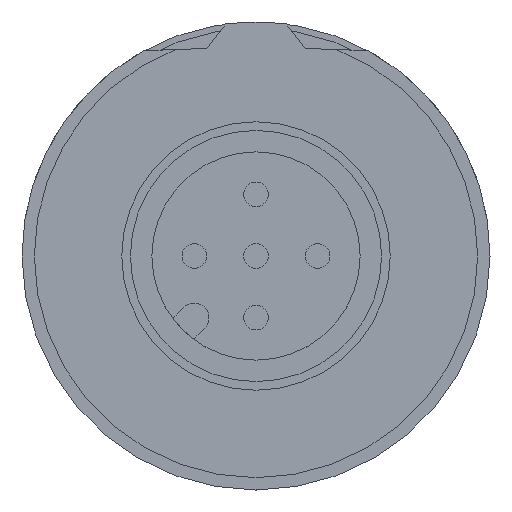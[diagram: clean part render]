
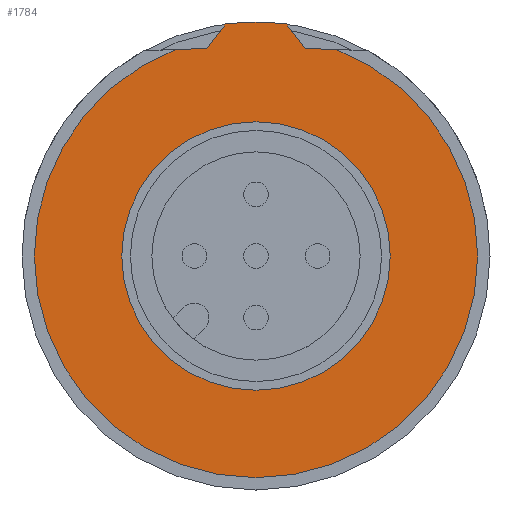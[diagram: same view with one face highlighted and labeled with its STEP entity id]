
A CAD part, front view. The second image highlights one B-rep face of the part: STEP entity #1784.
In plain terms, the highlighted planar face has unit normal (0, -1, 0).
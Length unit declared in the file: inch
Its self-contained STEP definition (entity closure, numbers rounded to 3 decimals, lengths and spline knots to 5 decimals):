
#279 = EDGE_CURVE ( 'NONE', #634, #4661, #4478, .T. ) ;
#400 = EDGE_CURVE ( 'NONE', #688, #2088, #2683, .T. ) ;
#429 = DIRECTION ( 'NONE',  ( -0.999, 0., 0.035 ) ) ;
#528 = ORIENTED_EDGE ( 'NONE', *, *, #4465, .T. ) ;
#606 = EDGE_CURVE ( 'NONE', #4661, #1338, #924, .T. ) ;
#634 = VERTEX_POINT ( 'NONE', #3038 ) ;
#636 = CARTESIAN_POINT ( 'NONE',  ( 0., 0.36811, 0. ) ) ;
#688 = VERTEX_POINT ( 'NONE', #6212 ) ;
#744 = AXIS2_PLACEMENT_3D ( 'NONE', #5573, #1553, #1026 ) ;
#801 = EDGE_CURVE ( 'NONE', #5361, #634, #1185, .T. ) ;
#924 = LINE ( 'NONE', #2970, #1933 ) ;
#931 = DIRECTION ( 'NONE',  ( 1., 0., 0. ) ) ;
#975 = AXIS2_PLACEMENT_3D ( 'NONE', #5977, #1385, #3424 ) ;
#1026 = DIRECTION ( 'NONE',  ( 1., 0., 0. ) ) ;
#1185 = CIRCLE ( 'NONE', #4914, 0.35433 ) ;
#1338 = VERTEX_POINT ( 'NONE', #3230 ) ;
#1385 = DIRECTION ( 'NONE',  ( 0., 1., 0. ) ) ;
#1417 = EDGE_CURVE ( 'NONE', #4366, #5596, #3023, .T. ) ;
#1553 = DIRECTION ( 'NONE',  ( 0., -1., 0. ) ) ;
#1589 = ORIENTED_EDGE ( 'NONE', *, *, #606, .T. ) ;
#1667 = DIRECTION ( 'NONE',  ( -1., 0., 0. ) ) ;
#1784 = ADVANCED_FACE ( 'NONE', ( #4997, #6468 ), #1887, .F. ) ;
#1859 = CARTESIAN_POINT ( 'NONE',  ( 0., 0.36811, 0. ) ) ;
#1874 = ORIENTED_EDGE ( 'NONE', *, *, #400, .T. ) ;
#1886 = CARTESIAN_POINT ( 'NONE',  ( 0., 0.36811, 0. ) ) ;
#1887 = PLANE ( 'NONE',  #975 ) ;
#1933 = VECTOR ( 'NONE', #429, 39.37008 ) ;
#2002 = DIRECTION ( 'NONE',  ( -0.613, 0., 0.79 ) ) ;
#2065 = EDGE_CURVE ( 'NONE', #6004, #4366, #2890, .T. ) ;
#2088 = VERTEX_POINT ( 'NONE', #6000 ) ;
#2139 = ORIENTED_EDGE ( 'NONE', *, *, #2065, .T. ) ;
#2210 = AXIS2_PLACEMENT_3D ( 'NONE', #1859, #5946, #2938 ) ;
#2437 = AXIS2_PLACEMENT_3D ( 'NONE', #1886, #2961, #4519 ) ;
#2564 = CARTESIAN_POINT ( 'NONE',  ( -0.07886, 0.36811, 0.33171 ) ) ;
#2635 = DIRECTION ( 'NONE',  ( 0., -1., 0. ) ) ;
#2678 = DIRECTION ( 'NONE',  ( 0., 1., 0. ) ) ;
#2683 = CIRCLE ( 'NONE', #6413, 0.21457 ) ;
#2804 = CARTESIAN_POINT ( 'NONE',  ( 0.0485, 0.36811, 0.37086 ) ) ;
#2888 = CARTESIAN_POINT ( 'NONE',  ( -0.07886, 0.36811, 0.33171 ) ) ;
#2890 = LINE ( 'NONE', #4320, #3117 ) ;
#2938 = DIRECTION ( 'NONE',  ( -1., 0., 0. ) ) ;
#2961 = DIRECTION ( 'NONE',  ( 0., 1., 0. ) ) ;
#2970 = CARTESIAN_POINT ( 'NONE',  ( 0.12914, 0.36811, 0.32996 ) ) ;
#3023 = LINE ( 'NONE', #2888, #6420 ) ;
#3038 = CARTESIAN_POINT ( 'NONE',  ( 0.35433, 0.36811, 0. ) ) ;
#3117 = VECTOR ( 'NONE', #3385, 39.37008 ) ;
#3119 = ORIENTED_EDGE ( 'NONE', *, *, #801, .T. ) ;
#3230 = CARTESIAN_POINT ( 'NONE',  ( 0.07886, 0.36811, 0.33171 ) ) ;
#3238 = DIRECTION ( 'NONE',  ( 1., 0., 0. ) ) ;
#3293 = CARTESIAN_POINT ( 'NONE',  ( -0.0485, 0.36811, 0.37086 ) ) ;
#3385 = DIRECTION ( 'NONE',  ( -0.613, 0., -0.79 ) ) ;
#3418 = VERTEX_POINT ( 'NONE', #2804 ) ;
#3424 = DIRECTION ( 'NONE',  ( 0., 0., 1. ) ) ;
#3466 = EDGE_CURVE ( 'NONE', #1338, #3418, #6618, .T. ) ;
#3467 = CARTESIAN_POINT ( 'NONE',  ( 0., 0.36811, 0. ) ) ;
#3618 = CIRCLE ( 'NONE', #744, 0.35433 ) ;
#3725 = CARTESIAN_POINT ( 'NONE',  ( 0., 0.36811, 0. ) ) ;
#3750 = EDGE_CURVE ( 'NONE', #2088, #688, #5103, .T. ) ;
#3943 = DIRECTION ( 'NONE',  ( -0.999, 0., -0.035 ) ) ;
#3981 = CARTESIAN_POINT ( 'NONE',  ( -0.35433, 0.36811, 0. ) ) ;
#3993 = ORIENTED_EDGE ( 'NONE', *, *, #279, .T. ) ;
#4024 = VECTOR ( 'NONE', #2002, 39.37008 ) ;
#4195 = EDGE_LOOP ( 'NONE', ( #2139, #6326, #528, #3119, #3993, #1589, #6499, #5562 ) ) ;
#4320 = CARTESIAN_POINT ( 'NONE',  ( -0.0485, 0.36811, 0.37086 ) ) ;
#4366 = VERTEX_POINT ( 'NONE', #2564 ) ;
#4465 = EDGE_CURVE ( 'NONE', #5596, #5361, #3618, .T. ) ;
#4478 = CIRCLE ( 'NONE', #5249, 0.35433 ) ;
#4519 = DIRECTION ( 'NONE',  ( -1., 0., 0. ) ) ;
#4548 = CIRCLE ( 'NONE', #2210, 0.37402 ) ;
#4608 = CARTESIAN_POINT ( 'NONE',  ( 0.07886, 0.36811, 0.33171 ) ) ;
#4661 = VERTEX_POINT ( 'NONE', #6370 ) ;
#4914 = AXIS2_PLACEMENT_3D ( 'NONE', #3725, #2635, #3238 ) ;
#4997 = FACE_BOUND ( 'NONE', #5537, .T. ) ;
#5103 = CIRCLE ( 'NONE', #2437, 0.21457 ) ;
#5249 = AXIS2_PLACEMENT_3D ( 'NONE', #3467, #5514, #931 ) ;
#5280 = EDGE_CURVE ( 'NONE', #6004, #3418, #4548, .T. ) ;
#5361 = VERTEX_POINT ( 'NONE', #3981 ) ;
#5514 = DIRECTION ( 'NONE',  ( 0., -1., 0. ) ) ;
#5537 = EDGE_LOOP ( 'NONE', ( #1874, #5810 ) ) ;
#5562 = ORIENTED_EDGE ( 'NONE', *, *, #5280, .F. ) ;
#5573 = CARTESIAN_POINT ( 'NONE',  ( 0., 0.36811, 0. ) ) ;
#5596 = VERTEX_POINT ( 'NONE', #5927 ) ;
#5810 = ORIENTED_EDGE ( 'NONE', *, *, #3750, .T. ) ;
#5927 = CARTESIAN_POINT ( 'NONE',  ( -0.12914, 0.36811, 0.32996 ) ) ;
#5946 = DIRECTION ( 'NONE',  ( 0., 1., 0. ) ) ;
#5977 = CARTESIAN_POINT ( 'NONE',  ( 0., 0.36811, 0. ) ) ;
#6000 = CARTESIAN_POINT ( 'NONE',  ( 0.21457, 0.36811, 0. ) ) ;
#6004 = VERTEX_POINT ( 'NONE', #3293 ) ;
#6212 = CARTESIAN_POINT ( 'NONE',  ( -0.21457, 0.36811, 0. ) ) ;
#6326 = ORIENTED_EDGE ( 'NONE', *, *, #1417, .T. ) ;
#6370 = CARTESIAN_POINT ( 'NONE',  ( 0.12914, 0.36811, 0.32996 ) ) ;
#6413 = AXIS2_PLACEMENT_3D ( 'NONE', #636, #2678, #1667 ) ;
#6420 = VECTOR ( 'NONE', #3943, 39.37008 ) ;
#6468 = FACE_OUTER_BOUND ( 'NONE', #4195, .T. ) ;
#6499 = ORIENTED_EDGE ( 'NONE', *, *, #3466, .T. ) ;
#6618 = LINE ( 'NONE', #4608, #4024 ) ;
